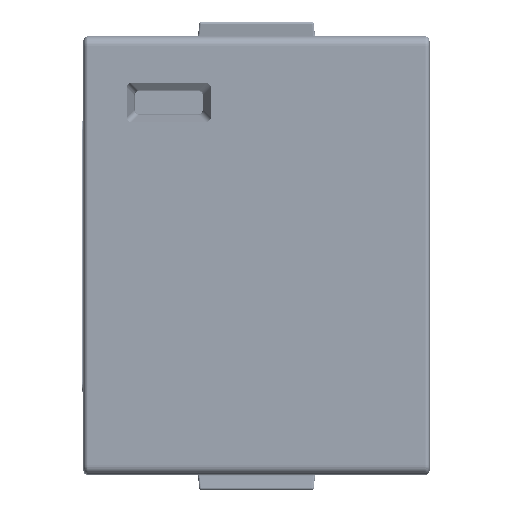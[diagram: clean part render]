
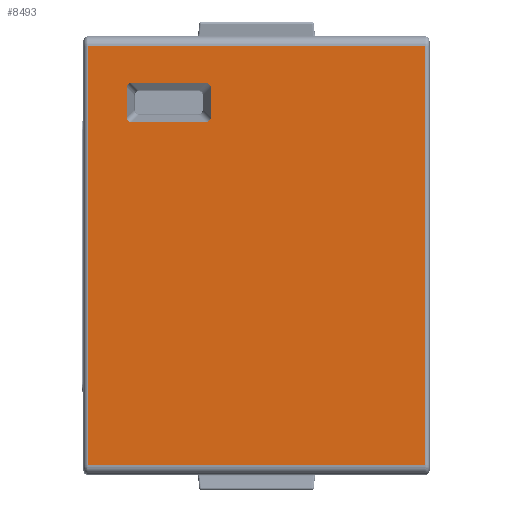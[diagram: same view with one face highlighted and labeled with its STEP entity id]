
A CAD part, top view. The second image highlights one B-rep face of the part: STEP entity #8493.
In plain terms, the highlighted planar face has unit normal (0, 0, 1).
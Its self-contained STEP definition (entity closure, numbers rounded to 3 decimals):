
#2832=CARTESIAN_POINT('Vertex',(8.25,21.5,66.)) ;
#7837=CARTESIAN_POINT('Line Origine',(-9.,-21.5,66.)) ;
#7841=CARTESIAN_POINT('Vertex',(-26.25,-21.5,66.)) ;
#7843=CARTESIAN_POINT('Vertex',(8.25,-21.5,66.)) ;
#7971=CARTESIAN_POINT('Vertex',(-26.25,21.5,66.)) ;
#7996=CARTESIAN_POINT('Line Origine',(-26.25,0.,66.)) ;
#8370=CARTESIAN_POINT('Axis2P3D Location',(0.,-21.5,66.)) ;
#8375=CARTESIAN_POINT('Line Origine',(8.25,0.,66.)) ;
#8380=CARTESIAN_POINT('Line Origine',(-9.,21.5,66.)) ;
#8391=CARTESIAN_POINT('Line Origine',(-22.3,15.7,66.)) ;
#8395=CARTESIAN_POINT('Vertex',(-22.3,14.179,66.)) ;
#8397=CARTESIAN_POINT('Vertex',(-22.3,17.221,66.)) ;
#8401=CARTESIAN_POINT('Control Point',(-22.3,17.221,66.)) ;
#8402=CARTESIAN_POINT('Control Point',(-22.3,17.282,66.)) ;
#8403=CARTESIAN_POINT('Control Point',(-22.291,17.342,66.)) ;
#8404=CARTESIAN_POINT('Control Point',(-22.273,17.401,66.)) ;
#8405=CARTESIAN_POINT('Control Point',(-22.219,17.51,66.)) ;
#8406=CARTESIAN_POINT('Control Point',(-22.133,17.597,66.)) ;
#8407=CARTESIAN_POINT('Control Point',(-22.083,17.633,66.)) ;
#8408=CARTESIAN_POINT('Control Point',(-22.,17.673,66.)) ;
#8409=CARTESIAN_POINT('Control Point',(-21.912,17.693,66.)) ;
#8410=CARTESIAN_POINT('Control Point',(-21.882,17.698,66.)) ;
#8411=CARTESIAN_POINT('Control Point',(-21.851,17.7,66.)) ;
#8412=CARTESIAN_POINT('Control Point',(-21.821,17.7,66.)) ;
#8413=CARTESIAN_POINT('Vertex',(-21.821,17.7,66.)) ;
#8416=CARTESIAN_POINT('Line Origine',(-18.,17.7,66.)) ;
#8420=CARTESIAN_POINT('Vertex',(-14.179,17.7,66.)) ;
#8424=CARTESIAN_POINT('Control Point',(-14.179,17.7,66.)) ;
#8425=CARTESIAN_POINT('Control Point',(-14.118,17.7,66.)) ;
#8426=CARTESIAN_POINT('Control Point',(-14.058,17.691,66.)) ;
#8427=CARTESIAN_POINT('Control Point',(-13.999,17.673,66.)) ;
#8428=CARTESIAN_POINT('Control Point',(-13.89,17.619,66.)) ;
#8429=CARTESIAN_POINT('Control Point',(-13.803,17.533,66.)) ;
#8430=CARTESIAN_POINT('Control Point',(-13.767,17.483,66.)) ;
#8431=CARTESIAN_POINT('Control Point',(-13.727,17.4,66.)) ;
#8432=CARTESIAN_POINT('Control Point',(-13.707,17.312,66.)) ;
#8433=CARTESIAN_POINT('Control Point',(-13.702,17.282,66.)) ;
#8434=CARTESIAN_POINT('Control Point',(-13.7,17.251,66.)) ;
#8435=CARTESIAN_POINT('Control Point',(-13.7,17.221,66.)) ;
#8436=CARTESIAN_POINT('Vertex',(-13.7,17.221,66.)) ;
#8439=CARTESIAN_POINT('Line Origine',(-13.7,15.7,66.)) ;
#8443=CARTESIAN_POINT('Vertex',(-13.7,14.179,66.)) ;
#8447=CARTESIAN_POINT('Control Point',(-13.7,14.179,66.)) ;
#8448=CARTESIAN_POINT('Control Point',(-13.7,14.118,66.)) ;
#8449=CARTESIAN_POINT('Control Point',(-13.709,14.058,66.)) ;
#8450=CARTESIAN_POINT('Control Point',(-13.727,13.999,66.)) ;
#8451=CARTESIAN_POINT('Control Point',(-13.781,13.89,66.)) ;
#8452=CARTESIAN_POINT('Control Point',(-13.867,13.803,66.)) ;
#8453=CARTESIAN_POINT('Control Point',(-13.917,13.767,66.)) ;
#8454=CARTESIAN_POINT('Control Point',(-14.,13.727,66.)) ;
#8455=CARTESIAN_POINT('Control Point',(-14.088,13.707,66.)) ;
#8456=CARTESIAN_POINT('Control Point',(-14.118,13.702,66.)) ;
#8457=CARTESIAN_POINT('Control Point',(-14.149,13.7,66.)) ;
#8458=CARTESIAN_POINT('Control Point',(-14.179,13.7,66.)) ;
#8459=CARTESIAN_POINT('Vertex',(-14.179,13.7,66.)) ;
#8462=CARTESIAN_POINT('Line Origine',(-18.,13.7,66.)) ;
#8466=CARTESIAN_POINT('Vertex',(-21.821,13.7,66.)) ;
#8470=CARTESIAN_POINT('Control Point',(-21.821,13.7,66.)) ;
#8471=CARTESIAN_POINT('Control Point',(-21.882,13.7,66.)) ;
#8472=CARTESIAN_POINT('Control Point',(-21.942,13.709,66.)) ;
#8473=CARTESIAN_POINT('Control Point',(-22.001,13.727,66.)) ;
#8474=CARTESIAN_POINT('Control Point',(-22.11,13.781,66.)) ;
#8475=CARTESIAN_POINT('Control Point',(-22.197,13.867,66.)) ;
#8476=CARTESIAN_POINT('Control Point',(-22.233,13.917,66.)) ;
#8477=CARTESIAN_POINT('Control Point',(-22.273,14.,66.)) ;
#8478=CARTESIAN_POINT('Control Point',(-22.293,14.088,66.)) ;
#8479=CARTESIAN_POINT('Control Point',(-22.298,14.118,66.)) ;
#8480=CARTESIAN_POINT('Control Point',(-22.3,14.149,66.)) ;
#8481=CARTESIAN_POINT('Control Point',(-22.3,14.179,66.)) ;
#7838=DIRECTION('Vector Direction',(1.,0.,0.)) ;
#7997=DIRECTION('Vector Direction',(0.,1.,0.)) ;
#8371=DIRECTION('Axis2P3D Direction',(0.,0.,-1.)) ;
#8372=DIRECTION('Axis2P3D XDirection',(0.,1.,0.)) ;
#8376=DIRECTION('Vector Direction',(0.,1.,0.)) ;
#8381=DIRECTION('Vector Direction',(1.,0.,0.)) ;
#8392=DIRECTION('Vector Direction',(0.,1.,0.)) ;
#8417=DIRECTION('Vector Direction',(-1.,0.,0.)) ;
#8440=DIRECTION('Vector Direction',(0.,1.,0.)) ;
#8463=DIRECTION('Vector Direction',(-1.,0.,0.)) ;
#8373=AXIS2_PLACEMENT_3D('Plane Axis2P3D',#8370,#8371,#8372) ;
#8386=ORIENTED_EDGE('',*,*,#8379,.F.) ;
#8387=ORIENTED_EDGE('',*,*,#8384,.F.) ;
#8388=ORIENTED_EDGE('',*,*,#8000,.T.) ;
#8389=ORIENTED_EDGE('',*,*,#7845,.T.) ;
#8484=ORIENTED_EDGE('',*,*,#8399,.T.) ;
#8485=ORIENTED_EDGE('',*,*,#8415,.T.) ;
#8486=ORIENTED_EDGE('',*,*,#8422,.F.) ;
#8487=ORIENTED_EDGE('',*,*,#8438,.T.) ;
#8488=ORIENTED_EDGE('',*,*,#8445,.F.) ;
#8489=ORIENTED_EDGE('',*,*,#8461,.T.) ;
#8490=ORIENTED_EDGE('',*,*,#8468,.T.) ;
#8491=ORIENTED_EDGE('',*,*,#8482,.T.) ;
#8492=FACE_BOUND('',#8483,.T.) ;
#7839=VECTOR('Line Direction',#7838,1.) ;
#7998=VECTOR('Line Direction',#7997,1.) ;
#8377=VECTOR('Line Direction',#8376,1.) ;
#8382=VECTOR('Line Direction',#8381,1.) ;
#8393=VECTOR('Line Direction',#8392,1.) ;
#8418=VECTOR('Line Direction',#8417,1.) ;
#8441=VECTOR('Line Direction',#8440,1.) ;
#8464=VECTOR('Line Direction',#8463,1.) ;
#8493=ADVANCED_FACE('Hauptk\X2\00F6\X0\rper',(#8390,#8492),#8374,.F.) ;
#8400=B_SPLINE_CURVE_WITH_KNOTS('',5,(#8401,#8402,#8403,#8404,#8405,#8406,#8407,#8408,#8409,#8410,#8411,#8412),.UNSPECIFIED.,.F.,.U.,(6,3,3,6),(0.,0.428,0.857,1.07),.UNSPECIFIED.) ;
#8423=B_SPLINE_CURVE_WITH_KNOTS('',5,(#8424,#8425,#8426,#8427,#8428,#8429,#8430,#8431,#8432,#8433,#8434,#8435),.UNSPECIFIED.,.F.,.U.,(6,3,3,6),(0.,0.428,0.857,1.07),.UNSPECIFIED.) ;
#8446=B_SPLINE_CURVE_WITH_KNOTS('',5,(#8447,#8448,#8449,#8450,#8451,#8452,#8453,#8454,#8455,#8456,#8457,#8458),.UNSPECIFIED.,.F.,.U.,(6,3,3,6),(0.,0.428,0.857,1.07),.UNSPECIFIED.) ;
#8469=B_SPLINE_CURVE_WITH_KNOTS('',5,(#8470,#8471,#8472,#8473,#8474,#8475,#8476,#8477,#8478,#8479,#8480,#8481),.UNSPECIFIED.,.F.,.U.,(6,3,3,6),(0.,0.428,0.857,1.07),.UNSPECIFIED.) ;
#7845=EDGE_CURVE('',#7842,#7844,#7840,.T.) ;
#8000=EDGE_CURVE('',#7972,#7842,#7999,.F.) ;
#8379=EDGE_CURVE('',#2833,#7844,#8378,.F.) ;
#8384=EDGE_CURVE('',#7972,#2833,#8383,.T.) ;
#8399=EDGE_CURVE('',#8396,#8398,#8394,.T.) ;
#8415=EDGE_CURVE('',#8398,#8414,#8400,.T.) ;
#8422=EDGE_CURVE('',#8421,#8414,#8419,.T.) ;
#8438=EDGE_CURVE('',#8421,#8437,#8423,.T.) ;
#8445=EDGE_CURVE('',#8444,#8437,#8442,.T.) ;
#8461=EDGE_CURVE('',#8444,#8460,#8446,.T.) ;
#8468=EDGE_CURVE('',#8460,#8467,#8465,.T.) ;
#8482=EDGE_CURVE('',#8467,#8396,#8469,.T.) ;
#8385=EDGE_LOOP('',(#8386,#8387,#8388,#8389)) ;
#8483=EDGE_LOOP('',(#8484,#8485,#8486,#8487,#8488,#8489,#8490,#8491)) ;
#8390=FACE_OUTER_BOUND('',#8385,.T.) ;
#7840=LINE('Line',#7837,#7839) ;
#7999=LINE('Line',#7996,#7998) ;
#8378=LINE('Line',#8375,#8377) ;
#8383=LINE('Line',#8380,#8382) ;
#8394=LINE('Line',#8391,#8393) ;
#8419=LINE('Line',#8416,#8418) ;
#8442=LINE('Line',#8439,#8441) ;
#8465=LINE('Line',#8462,#8464) ;
#8374=PLANE('',#8373) ;
#2833=VERTEX_POINT('',#2832) ;
#7842=VERTEX_POINT('',#7841) ;
#7844=VERTEX_POINT('',#7843) ;
#7972=VERTEX_POINT('',#7971) ;
#8396=VERTEX_POINT('',#8395) ;
#8398=VERTEX_POINT('',#8397) ;
#8414=VERTEX_POINT('',#8413) ;
#8421=VERTEX_POINT('',#8420) ;
#8437=VERTEX_POINT('',#8436) ;
#8444=VERTEX_POINT('',#8443) ;
#8460=VERTEX_POINT('',#8459) ;
#8467=VERTEX_POINT('',#8466) ;
